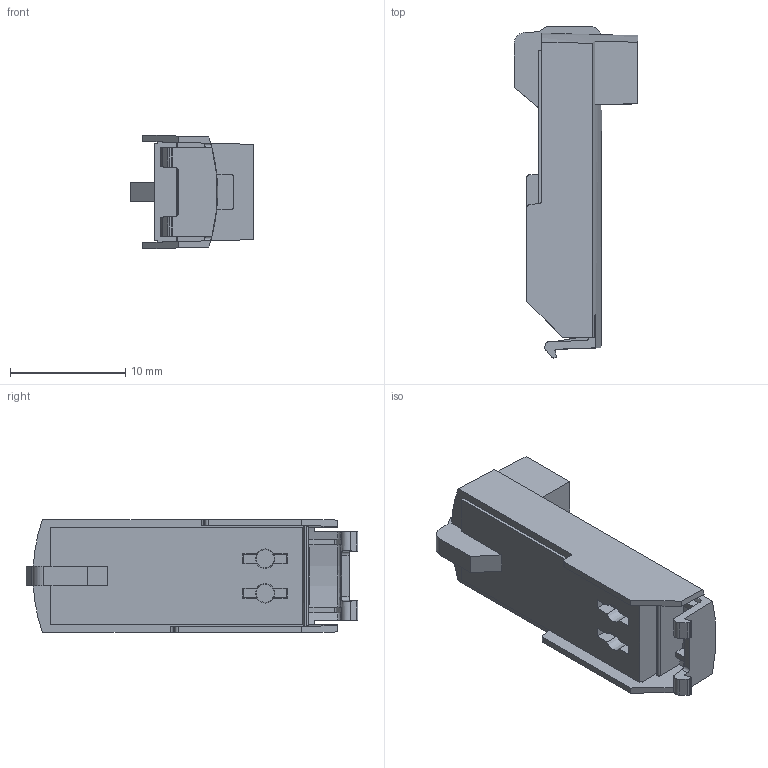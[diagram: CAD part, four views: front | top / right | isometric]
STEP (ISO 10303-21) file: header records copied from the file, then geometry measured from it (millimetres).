
FILE_DESCRIPTION(/* description */ ('STEP AP214'),/* implementation_level */ '2;1');
FILE_NAME(/* name */ '566714_VAVE-L1-1VH2-LP',/* time_stamp */ '2024-09-13T02:47:04+02:00',/* author */ ('License CC BY-ND 4.0'),/* organization */ ('CADENAS'),/* preprocessor_version */ 'ST-DEVELOPER v19.3',/* originating_system */ 'PARTsolutions',/* authorisation */ ' ');
FILE_SCHEMA (('AUTOMOTIVE_DESIGN {1 0 10303 214 3 1 1}'));
Length unit declared in the file: millimetre
Products named in the file (1): 566714 VAVE-L1-1VH2-LP
Bounding box: 10.75 x 28.8 x 9.87 mm (x, y, z)
Volume: 1296 mm3; surface area: 1329.8 mm2
Topology: 1 solids, 1 shells, 151 faces, 426 edges, 282 vertices
Faces by surface type: plane 109, cylinder 33, cone 6, torus 3
Entity records: 5889 total; most frequent: CARTESIAN_POINT 976, ORIENTED_EDGE 836, DIRECTION 756, EDGE_CURVE 418, LINE 296, VECTOR 296, VERTEX_POINT 278, AXIS2_PLACEMENT_3D 230
